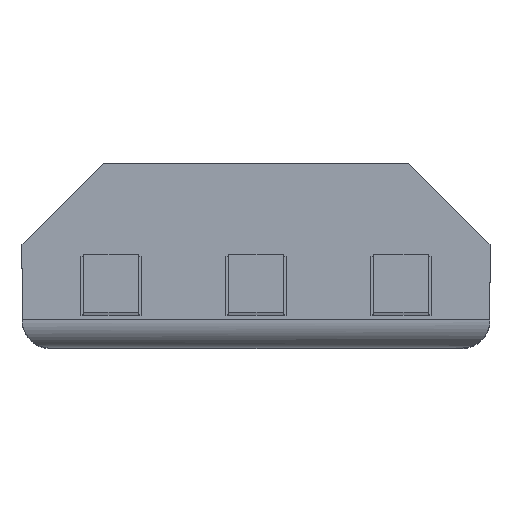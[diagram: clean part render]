
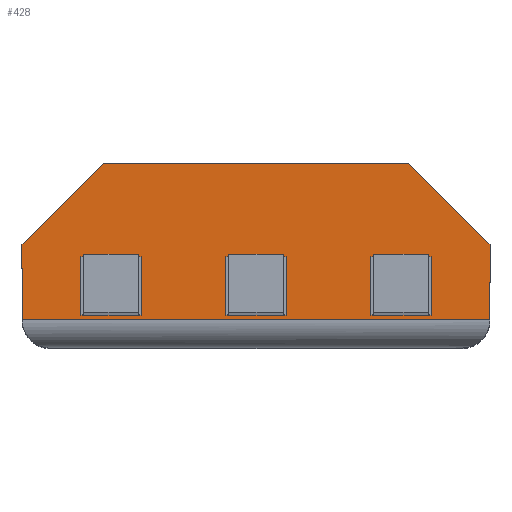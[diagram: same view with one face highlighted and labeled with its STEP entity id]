
A CAD part, top view. The second image highlights one B-rep face of the part: STEP entity #428.
In plain terms, the highlighted planar face has unit normal (0, 0, 1).
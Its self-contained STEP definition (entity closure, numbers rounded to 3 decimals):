
#78 = CARTESIAN_POINT ( 'NONE',  ( -2.05, 0.91, 1.625 ) ) ;
#79 = VECTOR ( 'NONE', #2276, 1000. ) ;
#111 = ORIENTED_EDGE ( 'NONE', *, *, #995, .F. ) ;
#159 = VECTOR ( 'NONE', #450, 1000. ) ;
#205 = CARTESIAN_POINT ( 'NONE',  ( 2.05, 0.91, 1.625 ) ) ;
#309 = VERTEX_POINT ( 'NONE', #1974 ) ;
#330 = VERTEX_POINT ( 'NONE', #1784 ) ;
#336 = VERTEX_POINT ( 'NONE', #78 ) ;
#428 = ADVANCED_FACE ( 'NONE', ( #1659 ), #1681, .F. ) ;
#434 = CARTESIAN_POINT ( 'NONE',  ( -2.05, 1.62, 1.625 ) ) ;
#450 = DIRECTION ( 'NONE',  ( 1., 0., 0. ) ) ;
#451 = EDGE_CURVE ( 'NONE', #309, #336, #2076, .T. ) ;
#496 = VECTOR ( 'NONE', #1605, 1000. ) ;
#497 = EDGE_CURVE ( 'NONE', #2221, #2378, #943, .T. ) ;
#571 = EDGE_CURVE ( 'NONE', #309, #2378, #612, .T. ) ;
#612 = LINE ( 'NONE', #1390, #159 ) ;
#698 = ORIENTED_EDGE ( 'NONE', *, *, #1621, .T. ) ;
#721 = LINE ( 'NONE', #950, #1367 ) ;
#814 = EDGE_CURVE ( 'NONE', #1112, #330, #2014, .T. ) ;
#875 = CARTESIAN_POINT ( 'NONE',  ( 2.05, 1.62, 1.625 ) ) ;
#876 = VECTOR ( 'NONE', #1905, 1000. ) ;
#943 = LINE ( 'NONE', #1720, #2139 ) ;
#950 = CARTESIAN_POINT ( 'NONE',  ( 2.05, 1.62, 1.625 ) ) ;
#995 = EDGE_CURVE ( 'NONE', #2221, #330, #721, .T. ) ;
#1112 = VERTEX_POINT ( 'NONE', #1598 ) ;
#1122 = EDGE_LOOP ( 'NONE', ( #698, #1541, #111, #1892, #1237, #2199 ) ) ;
#1237 = ORIENTED_EDGE ( 'NONE', *, *, #571, .F. ) ;
#1296 = DIRECTION ( 'NONE',  ( 0., -1., 0. ) ) ;
#1367 = VECTOR ( 'NONE', #1296, 1000. ) ;
#1390 = CARTESIAN_POINT ( 'NONE',  ( 2.05, 1.62, 1.625 ) ) ;
#1426 = AXIS2_PLACEMENT_3D ( 'NONE', #875, #2449, #2197 ) ;
#1541 = ORIENTED_EDGE ( 'NONE', *, *, #814, .T. ) ;
#1598 = CARTESIAN_POINT ( 'NONE',  ( -2.05, 0.25, 1.625 ) ) ;
#1605 = DIRECTION ( 'NONE',  ( 0., -1., 0. ) ) ;
#1621 = EDGE_CURVE ( 'NONE', #336, #1112, #1973, .T. ) ;
#1659 = FACE_OUTER_BOUND ( 'NONE', #1122, .T. ) ;
#1681 = PLANE ( 'NONE',  #1426 ) ;
#1720 = CARTESIAN_POINT ( 'NONE',  ( 1.48, 1.48, 1.625 ) ) ;
#1784 = CARTESIAN_POINT ( 'NONE',  ( 2.05, 0.25, 1.625 ) ) ;
#1850 = CARTESIAN_POINT ( 'NONE',  ( 2.05, 0.25, 1.625 ) ) ;
#1892 = ORIENTED_EDGE ( 'NONE', *, *, #497, .T. ) ;
#1905 = DIRECTION ( 'NONE',  ( 1., 0., 0. ) ) ;
#1973 = LINE ( 'NONE', #434, #496 ) ;
#1974 = CARTESIAN_POINT ( 'NONE',  ( -1.34, 1.62, 1.625 ) ) ;
#2014 = LINE ( 'NONE', #1850, #876 ) ;
#2076 = LINE ( 'NONE', #2293, #79 ) ;
#2088 = DIRECTION ( 'NONE',  ( -0.707, 0.707, 0. ) ) ;
#2139 = VECTOR ( 'NONE', #2088, 1000. ) ;
#2197 = DIRECTION ( 'NONE',  ( -1., 0., 0. ) ) ;
#2199 = ORIENTED_EDGE ( 'NONE', *, *, #451, .T. ) ;
#2221 = VERTEX_POINT ( 'NONE', #205 ) ;
#2270 = CARTESIAN_POINT ( 'NONE',  ( 1.34, 1.62, 1.625 ) ) ;
#2276 = DIRECTION ( 'NONE',  ( -0.707, -0.707, 0. ) ) ;
#2293 = CARTESIAN_POINT ( 'NONE',  ( -1.48, 1.48, 1.625 ) ) ;
#2378 = VERTEX_POINT ( 'NONE', #2270 ) ;
#2449 = DIRECTION ( 'NONE',  ( 0., 0., -1. ) ) ;
